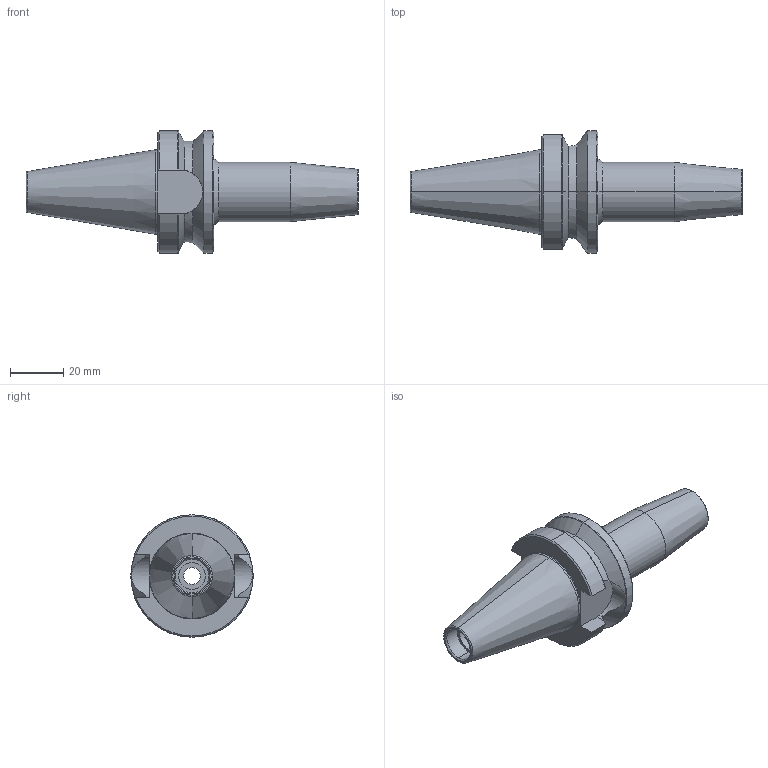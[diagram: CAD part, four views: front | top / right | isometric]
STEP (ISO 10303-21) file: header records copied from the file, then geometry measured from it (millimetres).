
FILE_DESCRIPTION (( 'STEP AP203' ), '1' );
FILE_NAME ('BT30-SF.250-3.0D.STEP', '2020-03-02T14:43:52', ( '' ), ( '' ), 'SwSTEP 2.0', 'SolidWorks 2019', '' );
FILE_SCHEMA (( 'CONFIG_CONTROL_DESIGN' ));
Length unit declared in the file: inch
Products named in the file (1): BT30-SF.250-3.0D
Bounding box: 124.71 x 45.97 x 45.97 mm (x, y, z)
Volume: 64990.9 mm3; surface area: 15992.1 mm2
Topology: 1 solids, 1 shells, 65 faces, 155 edges, 95 vertices
Faces by surface type: cylinder 20, cone 18, torus 14, plane 13
Entity records: 2087 total; most frequent: CARTESIAN_POINT 482, DIRECTION 342, ORIENTED_EDGE 310, EDGE_CURVE 155, AXIS2_PLACEMENT_3D 147, VERTEX_POINT 95, CIRCLE 81, EDGE_LOOP 70
